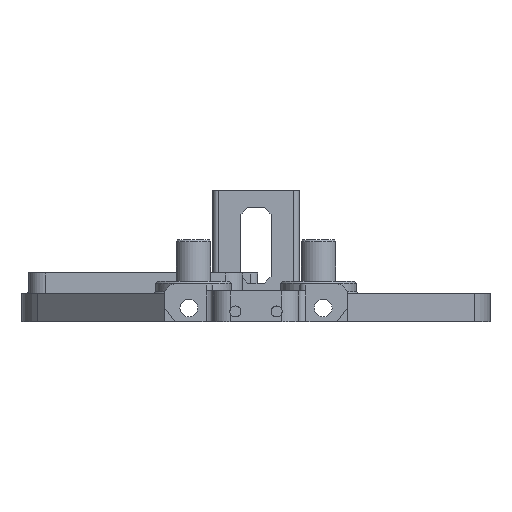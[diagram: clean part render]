
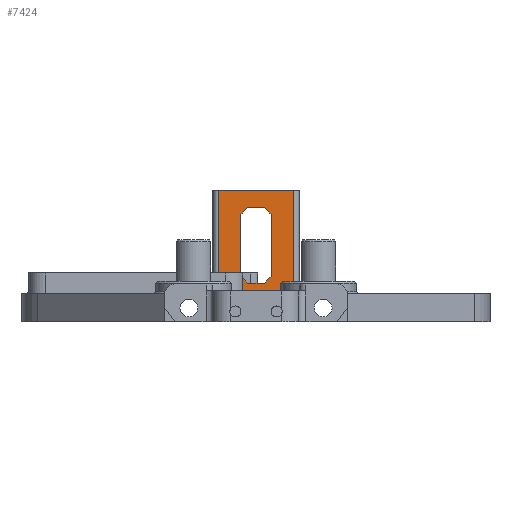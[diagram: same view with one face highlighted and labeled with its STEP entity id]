
A CAD part, front view. The second image highlights one B-rep face of the part: STEP entity #7424.
In plain terms, the highlighted planar face has unit normal (0, -1, 0).
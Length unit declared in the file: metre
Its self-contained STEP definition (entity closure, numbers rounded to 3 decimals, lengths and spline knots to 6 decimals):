
#2357=ORIENTED_EDGE('',*,*,#3540,.F.);
#2358=ORIENTED_EDGE('',*,*,#3386,.F.);
#2359=ORIENTED_EDGE('',*,*,#3384,.T.);
#2360=ORIENTED_EDGE('',*,*,#3391,.F.);
#2361=ORIENTED_EDGE('',*,*,#3544,.F.);
#2362=ORIENTED_EDGE('',*,*,#2942,.F.);
#2363=ORIENTED_EDGE('',*,*,#2945,.T.);
#2364=ORIENTED_EDGE('',*,*,#2988,.F.);
#2365=ORIENTED_EDGE('',*,*,#2986,.T.);
#2366=ORIENTED_EDGE('',*,*,#3490,.T.);
#2367=ORIENTED_EDGE('',*,*,#2606,.T.);
#2368=ORIENTED_EDGE('',*,*,#3399,.F.);
#2369=ORIENTED_EDGE('',*,*,#3542,.T.);
#2370=ORIENTED_EDGE('',*,*,#3545,.T.);
#2606=EDGE_CURVE('',#3634,#3635,#4346,.T.);
#2942=EDGE_CURVE('',#3892,#3893,#4559,.T.);
#2945=EDGE_CURVE('',#3892,#3894,#4562,.T.);
#2986=EDGE_CURVE('',#3926,#3929,#4601,.T.);
#2988=EDGE_CURVE('',#3926,#3894,#4602,.T.);
#3384=EDGE_CURVE('',#4193,#4192,#4890,.T.);
#3386=EDGE_CURVE('',#4193,#4194,#4892,.T.);
#3391=EDGE_CURVE('',#4195,#4192,#4897,.T.);
#3399=EDGE_CURVE('',#4197,#3635,#4904,.T.);
#3490=EDGE_CURVE('',#3929,#3634,#4973,.T.);
#3540=EDGE_CURVE('',#4194,#4270,#5008,.T.);
#3542=EDGE_CURVE('',#4197,#4271,#5010,.T.);
#3544=EDGE_CURVE('',#3893,#4195,#5011,.T.);
#3545=EDGE_CURVE('',#4271,#4270,#5012,.T.);
#3634=VERTEX_POINT('',#10366);
#3635=VERTEX_POINT('',#10367);
#3892=VERTEX_POINT('',#11101);
#3893=VERTEX_POINT('',#11103);
#3894=VERTEX_POINT('',#11107);
#3926=VERTEX_POINT('',#11188);
#3929=VERTEX_POINT('',#11193);
#4192=VERTEX_POINT('',#12005);
#4193=VERTEX_POINT('',#12007);
#4194=VERTEX_POINT('',#12011);
#4195=VERTEX_POINT('',#12018);
#4197=VERTEX_POINT('',#12031);
#4270=VERTEX_POINT('',#12361);
#4271=VERTEX_POINT('',#12365);
#4346=LINE('',#10365,#5099);
#4559=LINE('',#11102,#5312);
#4562=LINE('',#11109,#5315);
#4601=LINE('',#11194,#5354);
#4602=LINE('',#11198,#5355);
#4890=LINE('',#12006,#5643);
#4892=LINE('',#12010,#5645);
#4897=LINE('',#12019,#5650);
#4904=LINE('',#12032,#5657);
#4973=LINE('',#12213,#5726);
#5008=LINE('',#12360,#5761);
#5010=LINE('',#12364,#5763);
#5011=LINE('',#12368,#5764);
#5012=LINE('',#12369,#5765);
#5099=VECTOR('',#8247,1.);
#5312=VECTOR('',#8932,1.);
#5315=VECTOR('',#8937,1.);
#5354=VECTOR('',#9000,1.);
#5355=VECTOR('',#9005,1.);
#5643=VECTOR('',#9793,1.);
#5645=VECTOR('',#9797,1.);
#5650=VECTOR('',#9806,1.);
#5657=VECTOR('',#9821,1.);
#5726=VECTOR('',#10020,1.);
#5761=VECTOR('',#10113,1.);
#5763=VECTOR('',#10117,1.);
#5764=VECTOR('',#10122,1.);
#5765=VECTOR('',#10123,1.);
#6275=EDGE_LOOP('',(#2357,#2358,#2359,#2360,#2361,#2362,#2363,#2364,#2365,
#2366,#2367,#2368,#2369,#2370));
#6788=FACE_BOUND('',#6275,.T.);
#7038=PLANE('',#8096);
#7424=ADVANCED_FACE('',(#6788),#7038,.F.);
#8096=AXIS2_PLACEMENT_3D('',#12367,#10120,#10121);
#8247=DIRECTION('',(0.,0.,1.));
#8932=DIRECTION('',(0.707,0.,0.707));
#8937=DIRECTION('',(-1.,0.,0.));
#9000=DIRECTION('',(0.,0.,-1.));
#9005=DIRECTION('',(0.707,0.,-0.707));
#9793=DIRECTION('',(1.,0.,0.));
#9797=DIRECTION('',(-0.707,0.,-0.707));
#9806=DIRECTION('',(-0.707,0.,0.707));
#9821=DIRECTION('',(1.,0.,0.));
#10020=DIRECTION('',(1.,0.,0.));
#10113=DIRECTION('',(0.,0.,-1.));
#10117=DIRECTION('',(0.,0.,-1.));
#10120=DIRECTION('',(0.,1.,0.));
#10121=DIRECTION('',(1.,0.,0.));
#10122=DIRECTION('',(0.,0.,1.));
#10123=DIRECTION('',(1.,0.,0.));
#10365=CARTESIAN_POINT('',(0.189845,0.124,0.018));
#10366=CARTESIAN_POINT('',(0.189845,0.124,-0.01725));
#10367=CARTESIAN_POINT('',(0.189845,0.124,0.0128));
#11101=CARTESIAN_POINT('',(0.181245,0.124,-0.01425));
#11102=CARTESIAN_POINT('',(0.182245,0.124,-0.01325));
#11103=CARTESIAN_POINT('',(0.183245,0.124,-0.01225));
#11107=CARTESIAN_POINT('',(0.176445,0.124,-0.01425));
#11109=CARTESIAN_POINT('',(0.166345,0.124,-0.01425));
#11188=CARTESIAN_POINT('',(0.175032,0.124,-0.012837));
#11193=CARTESIAN_POINT('',(0.175032,0.124,-0.01725));
#11194=CARTESIAN_POINT('',(0.175032,0.124,0.018));
#11198=CARTESIAN_POINT('',(0.175445,0.124,-0.01325));
#12005=CARTESIAN_POINT('',(0.181245,0.124,0.0078));
#12006=CARTESIAN_POINT('',(0.166345,0.124,0.0078));
#12007=CARTESIAN_POINT('',(0.176445,0.124,0.0078));
#12010=CARTESIAN_POINT('',(0.175445,0.124,0.0068));
#12011=CARTESIAN_POINT('',(0.174445,0.124,0.0058));
#12018=CARTESIAN_POINT('',(0.183245,0.124,0.0058));
#12019=CARTESIAN_POINT('',(0.182245,0.124,0.0068));
#12031=CARTESIAN_POINT('',(0.167845,0.124,0.0128));
#12032=CARTESIAN_POINT('',(0.178845,0.124,0.0128));
#12213=CARTESIAN_POINT('',(0.166345,0.124,-0.01725));
#12360=CARTESIAN_POINT('',(0.174445,0.124,-0.000625));
#12361=CARTESIAN_POINT('',(0.174445,0.124,-0.01125));
#12364=CARTESIAN_POINT('',(0.167845,0.124,0.018));
#12365=CARTESIAN_POINT('',(0.167845,0.124,-0.01125));
#12367=CARTESIAN_POINT('',(0.166345,0.124,0.018));
#12368=CARTESIAN_POINT('',(0.183245,0.124,-0.000625));
#12369=CARTESIAN_POINT('',(0.166345,0.124,-0.01125));
